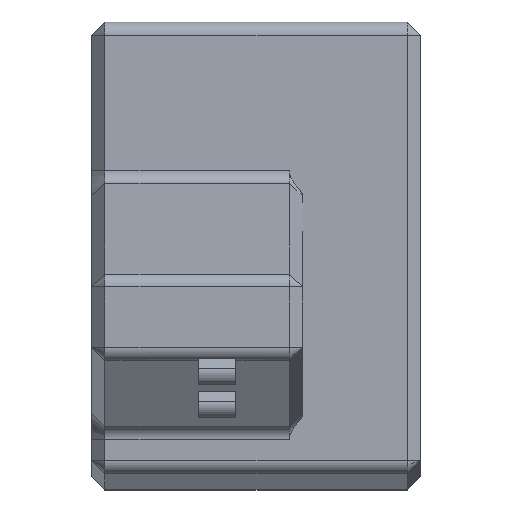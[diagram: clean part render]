
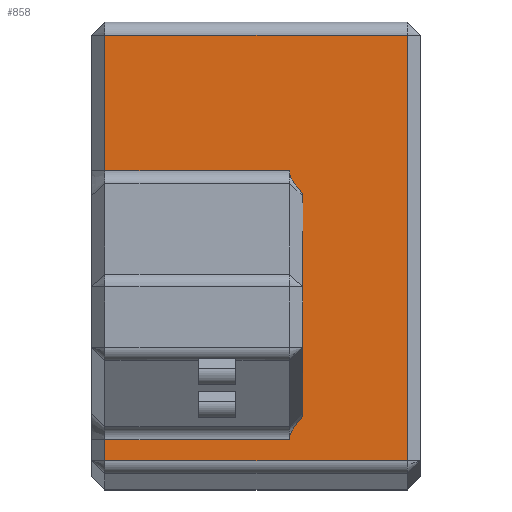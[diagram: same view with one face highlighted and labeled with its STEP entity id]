
A CAD part, left-side view. The second image highlights one B-rep face of the part: STEP entity #858.
In plain terms, the highlighted planar face has unit normal (-1, 0, 0).
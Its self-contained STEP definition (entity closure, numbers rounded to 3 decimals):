
#8 = LINE ( 'NONE', #1070, #729 ) ;
#28 = CARTESIAN_POINT ( 'NONE',  ( -4., 14.8, -13.733 ) ) ;
#39 = CARTESIAN_POINT ( 'NONE',  ( -4., 1., 6.373 ) ) ;
#46 = CARTESIAN_POINT ( 'NONE',  ( -4., 0., 6.373 ) ) ;
#87 = ORIENTED_EDGE ( 'NONE', *, *, #1100, .T. ) ;
#112 = CARTESIAN_POINT ( 'NONE',  ( -4., 0.441, -12.519 ) ) ;
#151 = FACE_OUTER_BOUND ( 'NONE', #654, .T. ) ;
#169 = EDGE_CURVE ( 'NONE', #565, #1880, #2183, .T. ) ;
#170 = DIRECTION ( 'NONE',  ( 0., 0., -1. ) ) ;
#218 = DIRECTION ( 'NONE',  ( 0., 0., 1. ) ) ;
#231 = VERTEX_POINT ( 'NONE', #1218 ) ;
#237 = CARTESIAN_POINT ( 'NONE',  ( -4., 0.441, 5.159 ) ) ;
#255 = DIRECTION ( 'NONE',  ( 0., -1., 0. ) ) ;
#278 = CARTESIAN_POINT ( 'NONE',  ( -4., 14.8, 16.5 ) ) ;
#346 = CARTESIAN_POINT ( 'NONE',  ( -4., 14.8, -15.304 ) ) ;
#394 = CARTESIAN_POINT ( 'NONE',  ( -4., -7.8, 17.5 ) ) ;
#412 = CARTESIAN_POINT ( 'NONE',  ( -4., 0.816, 5.723 ) ) ;
#416 = EDGE_CURVE ( 'NONE', #1672, #847, #1695, .T. ) ;
#418 = CARTESIAN_POINT ( 'NONE',  ( -4., 1., -13.561 ) ) ;
#448 = EDGE_CURVE ( 'NONE', #1584, #1780, #674, .T. ) ;
#472 = VECTOR ( 'NONE', #991, 1000. ) ;
#482 = DIRECTION ( 'NONE',  ( 0., 0., -1. ) ) ;
#534 = EDGE_CURVE ( 'NONE', #1177, #231, #738, .T. ) ;
#537 = VECTOR ( 'NONE', #1182, 1000. ) ;
#542 = CARTESIAN_POINT ( 'NONE',  ( -4., 0., -12.001 ) ) ;
#565 = VERTEX_POINT ( 'NONE', #1378 ) ;
#601 = CARTESIAN_POINT ( 'NONE',  ( -4., 0.728, -12.941 ) ) ;
#607 = CARTESIAN_POINT ( 'NONE',  ( -4., 0., 4.641 ) ) ;
#622 = LINE ( 'NONE', #1729, #537 ) ;
#652 = LINE ( 'NONE', #1898, #472 ) ;
#654 = EDGE_LOOP ( 'NONE', ( #1334, #1212, #87, #700, #1198, #705, #2143, #665, #1618, #1477 ) ) ;
#665 = ORIENTED_EDGE ( 'NONE', *, *, #733, .T. ) ;
#674 = LINE ( 'NONE', #1748, #1406 ) ;
#685 = EDGE_CURVE ( 'NONE', #1967, #1672, #622, .T. ) ;
#687 = VECTOR ( 'NONE', #482, 1000. ) ;
#693 = B_SPLINE_CURVE_WITH_KNOTS ( 'NONE', 3,
 ( #939, #1492, #2216, #412, #1865, #237, #2230, #607 ),
 .UNSPECIFIED., .F., .F.,
 ( 4, 2, 2, 4 ),
 ( 0., 0.001, 0.001, 0.002 ),
 .UNSPECIFIED. ) ;
#700 = ORIENTED_EDGE ( 'NONE', *, *, #2233, .T. ) ;
#705 = ORIENTED_EDGE ( 'NONE', *, *, #1931, .T. ) ;
#729 = VECTOR ( 'NONE', #170, 1000. ) ;
#733 = EDGE_CURVE ( 'NONE', #1780, #1967, #857, .T. ) ;
#738 = LINE ( 'NONE', #394, #1174 ) ;
#825 = CARTESIAN_POINT ( 'NONE',  ( -4., 0.954, -13.397 ) ) ;
#827 = CARTESIAN_POINT ( 'NONE',  ( -4., 1., -13.733 ) ) ;
#847 = VERTEX_POINT ( 'NONE', #346 ) ;
#857 = B_SPLINE_CURVE_WITH_KNOTS ( 'NONE', 3,
 ( #1546, #2271, #112, #601, #1363, #825, #418, #1136 ),
 .UNSPECIFIED., .F., .F.,
 ( 4, 2, 2, 4 ),
 ( 0., 0.001, 0.002, 0.002 ),
 .UNSPECIFIED. ) ;
#858 = ADVANCED_FACE ( 'NONE', ( #151 ), #1418, .F. ) ;
#939 = CARTESIAN_POINT ( 'NONE',  ( -4., 1., 6.373 ) ) ;
#957 = VECTOR ( 'NONE', #2003, 1000. ) ;
#959 = EDGE_CURVE ( 'NONE', #847, #1177, #1144, .T. ) ;
#986 = VERTEX_POINT ( 'NONE', #278 ) ;
#991 = DIRECTION ( 'NONE',  ( 0., 1., 0. ) ) ;
#1045 = CARTESIAN_POINT ( 'NONE',  ( -4., -7.8, -15.304 ) ) ;
#1070 = CARTESIAN_POINT ( 'NONE',  ( -4., 14.8, 17.5 ) ) ;
#1100 = EDGE_CURVE ( 'NONE', #231, #986, #652, .T. ) ;
#1122 = CARTESIAN_POINT ( 'NONE',  ( -4., 10., 17.5 ) ) ;
#1136 = CARTESIAN_POINT ( 'NONE',  ( -4., 1., -13.733 ) ) ;
#1144 = LINE ( 'NONE', #1686, #1375 ) ;
#1174 = VECTOR ( 'NONE', #218, 1000. ) ;
#1177 = VERTEX_POINT ( 'NONE', #1045 ) ;
#1182 = DIRECTION ( 'NONE',  ( 0., 1., 0. ) ) ;
#1198 = ORIENTED_EDGE ( 'NONE', *, *, #169, .T. ) ;
#1212 = ORIENTED_EDGE ( 'NONE', *, *, #534, .T. ) ;
#1218 = CARTESIAN_POINT ( 'NONE',  ( -4., -7.8, 16.5 ) ) ;
#1334 = ORIENTED_EDGE ( 'NONE', *, *, #959, .T. ) ;
#1363 = CARTESIAN_POINT ( 'NONE',  ( -4., 0.817, -13.086 ) ) ;
#1375 = VECTOR ( 'NONE', #255, 1000. ) ;
#1378 = CARTESIAN_POINT ( 'NONE',  ( -4., 14.8, 6.373 ) ) ;
#1406 = VECTOR ( 'NONE', #2116, 1000. ) ;
#1418 = PLANE ( 'NONE',  #1567 ) ;
#1477 = ORIENTED_EDGE ( 'NONE', *, *, #416, .T. ) ;
#1492 = CARTESIAN_POINT ( 'NONE',  ( -4., 1., 6.2 ) ) ;
#1546 = CARTESIAN_POINT ( 'NONE',  ( -4., 0., -12.001 ) ) ;
#1567 = AXIS2_PLACEMENT_3D ( 'NONE', #1122, #2063, #1843 ) ;
#1584 = VERTEX_POINT ( 'NONE', #1744 ) ;
#1618 = ORIENTED_EDGE ( 'NONE', *, *, #685, .T. ) ;
#1672 = VERTEX_POINT ( 'NONE', #28 ) ;
#1686 = CARTESIAN_POINT ( 'NONE',  ( -4., 10., -15.304 ) ) ;
#1695 = LINE ( 'NONE', #2100, #687 ) ;
#1729 = CARTESIAN_POINT ( 'NONE',  ( -4., 15.8, -13.733 ) ) ;
#1744 = CARTESIAN_POINT ( 'NONE',  ( -4., 0., 4.641 ) ) ;
#1748 = CARTESIAN_POINT ( 'NONE',  ( -4., 0., 17.5 ) ) ;
#1780 = VERTEX_POINT ( 'NONE', #542 ) ;
#1843 = DIRECTION ( 'NONE',  ( 0., 0., -1. ) ) ;
#1865 = CARTESIAN_POINT ( 'NONE',  ( -4., 0.727, 5.579 ) ) ;
#1880 = VERTEX_POINT ( 'NONE', #39 ) ;
#1898 = CARTESIAN_POINT ( 'NONE',  ( -4., 10., 16.5 ) ) ;
#1931 = EDGE_CURVE ( 'NONE', #1880, #1584, #693, .T. ) ;
#1967 = VERTEX_POINT ( 'NONE', #827 ) ;
#2003 = DIRECTION ( 'NONE',  ( 0., -1., 0. ) ) ;
#2063 = DIRECTION ( 'NONE',  ( 1., 0., 0. ) ) ;
#2100 = CARTESIAN_POINT ( 'NONE',  ( -4., 14.8, 17.5 ) ) ;
#2116 = DIRECTION ( 'NONE',  ( 0., 0., -1. ) ) ;
#2143 = ORIENTED_EDGE ( 'NONE', *, *, #448, .T. ) ;
#2183 = LINE ( 'NONE', #46, #957 ) ;
#2216 = CARTESIAN_POINT ( 'NONE',  ( -4., 0.953, 6.033 ) ) ;
#2230 = CARTESIAN_POINT ( 'NONE',  ( -4., 0.222, 4.897 ) ) ;
#2233 = EDGE_CURVE ( 'NONE', #986, #565, #8, .T. ) ;
#2271 = CARTESIAN_POINT ( 'NONE',  ( -4., 0.223, -12.258 ) ) ;
